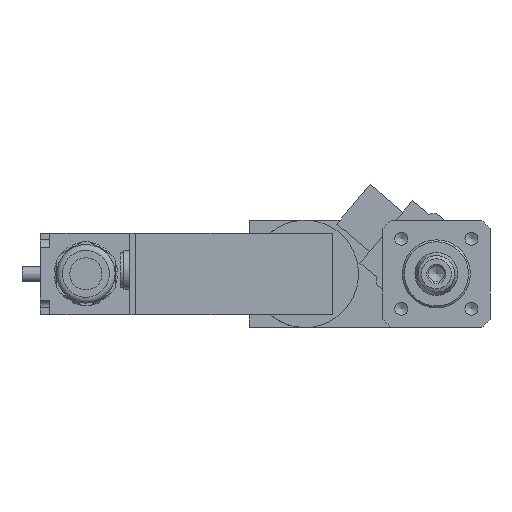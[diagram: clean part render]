
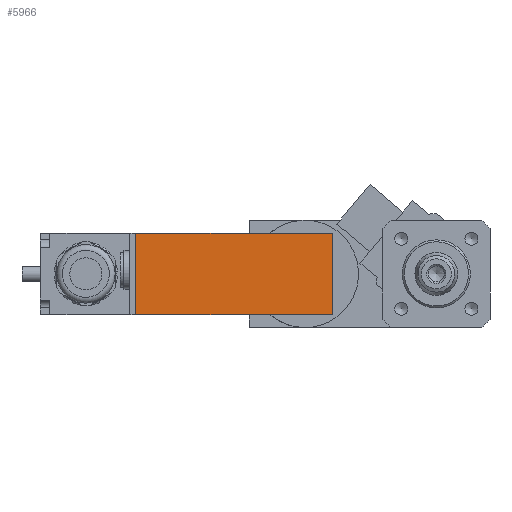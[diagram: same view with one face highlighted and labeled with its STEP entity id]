
A CAD part, left-side view. The second image highlights one B-rep face of the part: STEP entity #5966.
In plain terms, the highlighted face is planar.
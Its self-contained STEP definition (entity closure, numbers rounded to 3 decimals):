
#5519=CARTESIAN_POINT('',(-20.85,-70.6,364.5));
#5520=VERTEX_POINT('',#5519);
#5521=CARTESIAN_POINT('',(-20.85,30.4,364.5));
#5522=VERTEX_POINT('',#5521);
#5523=CARTESIAN_POINT('',(-20.85,-70.6,364.5));
#5524=DIRECTION('',(0.0,1.0,0.0));
#5525=VECTOR('',#5524,101.);
#5526=LINE('',#5523,#5525);
#5527=EDGE_CURVE('',#5520,#5522,#5526,.T.);
#5719=CARTESIAN_POINT('',(20.85,30.4,364.5));
#5720=VERTEX_POINT('',#5719);
#5721=CARTESIAN_POINT('',(-20.85,30.4,364.5));
#5722=DIRECTION('',(1.0,0.0,0.0));
#5723=VECTOR('',#5722,41.7);
#5724=LINE('',#5721,#5723);
#5725=EDGE_CURVE('',#5522,#5720,#5724,.T.);
#5750=CARTESIAN_POINT('',(20.85,-70.6,364.5));
#5751=VERTEX_POINT('',#5750);
#5752=CARTESIAN_POINT('',(20.85,30.4,364.5));
#5753=DIRECTION('',(0.0,-1.0,0.0));
#5754=VECTOR('',#5753,101.);
#5755=LINE('',#5752,#5754);
#5756=EDGE_CURVE('',#5720,#5751,#5755,.T.);
#5943=CARTESIAN_POINT('',(20.85,-70.6,364.5));
#5944=DIRECTION('',(-1.0,0.0,0.0));
#5945=VECTOR('',#5944,41.7);
#5946=LINE('',#5943,#5945);
#5947=EDGE_CURVE('',#5751,#5520,#5946,.T.);
#5955=CARTESIAN_POINT('',(0.0,-20.1,364.5));
#5956=DIRECTION('',(0.0,0.0,1.0));
#5957=DIRECTION('',(1.0,0.0,0.0));
#5958=AXIS2_PLACEMENT_3D('',#5955,#5956,#5957);
#5959=PLANE('',#5958);
#5960=ORIENTED_EDGE('',*,*,#5527,.F.);
#5961=ORIENTED_EDGE('',*,*,#5947,.F.);
#5962=ORIENTED_EDGE('',*,*,#5756,.F.);
#5963=ORIENTED_EDGE('',*,*,#5725,.F.);
#5964=EDGE_LOOP('',(#5960,#5961,#5962,#5963));
#5965=FACE_OUTER_BOUND('',#5964,.T.);
#5966=ADVANCED_FACE('',(#5965),#5959,.T.);
